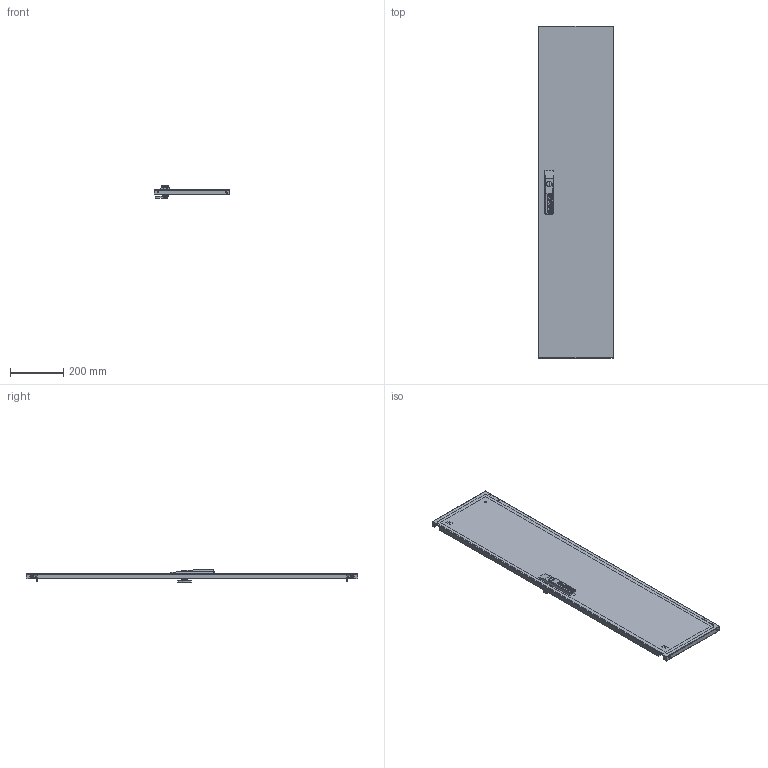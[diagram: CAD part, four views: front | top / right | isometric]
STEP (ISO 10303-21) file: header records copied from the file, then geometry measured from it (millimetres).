
FILE_DESCRIPTION(('STEP AP214'),'1');
FILE_NAME('cctmp_B49574AF-11C4-4C93-B9BB-459FC9B6CF01_2023_07_22_15_57_24_0398..stp','2023-07-22T13:57:25',('SIEMENS A&D'),('CADClick - www.CADClick.com'),'Spatial InterOp 3D postprocessed',' ','unknown authorization');
FILE_SCHEMA(('AUTOMOTIVE_DESIGN'));
Length unit declared in the file: millimetre
Products named in the file (12): cc_unnamed; 2023_07_22_15_57_24_0359; 2023_07_22_15_57_24_0355; 2023_07_22_15_57_24_0351; 2023_07_22_15_57_24_0347; 2023_07_22_15_57_24_0343; 2023_07_22_15_57_24_0339; 2023_07_22_15_57_24_0335; 2023_07_22_15_57_24_0331; 2023_07_22_15_57_24_0327; 2023_07_22_15_57_24_0323; 2023_07_22_15_57_24_0319
Assembly tree (11 placements, depth 2):
  cc_unnamed
    2023_07_22_15_57_24_0359
    2023_07_22_15_57_24_0355
    2023_07_22_15_57_24_0351
    2023_07_22_15_57_24_0347
    2023_07_22_15_57_24_0343
    2023_07_22_15_57_24_0339
    2023_07_22_15_57_24_0335
    2023_07_22_15_57_24_0331
    2023_07_22_15_57_24_0327
    2023_07_22_15_57_24_0323
    2023_07_22_15_57_24_0319
Bounding box: 284.5 x 1246 x 45.51 mm (x, y, z)
Volume: 700064.3 mm3; surface area: 954710 mm2
Topology: 11 solids, 11 shells, 749 faces, 1996 edges, 1295 vertices
Faces by surface type: plane 440, cylinder 256, torus 42, cone 9, sphere 2
Entity records: 26174 total; most frequent: CARTESIAN_POINT 4389, DIRECTION 4118, ORIENTED_EDGE 3980, EDGE_CURVE 1990, AXIS2_PLACEMENT_3D 1386, LINE 1346, VECTOR 1346, VERTEX_POINT 1295
